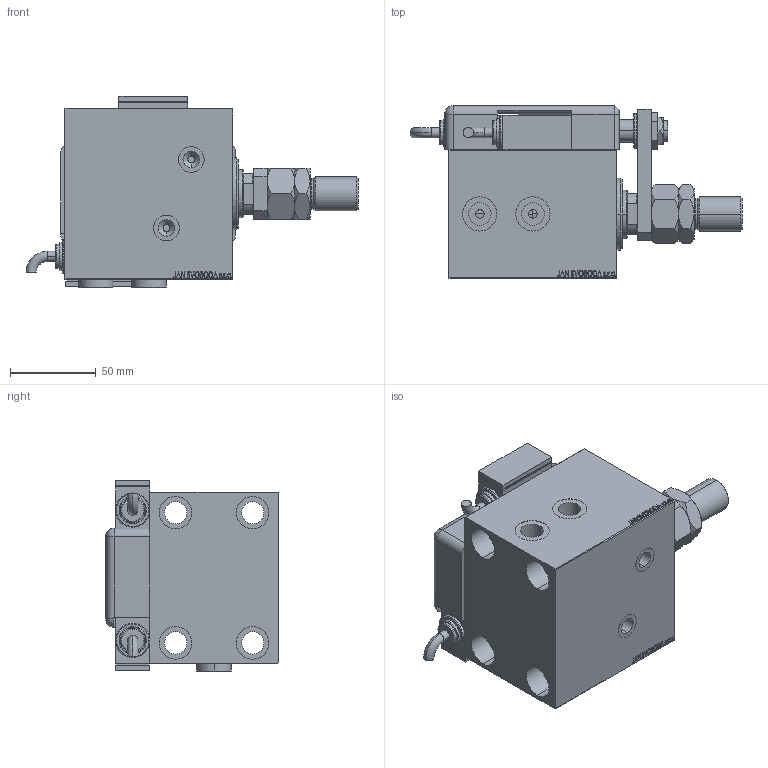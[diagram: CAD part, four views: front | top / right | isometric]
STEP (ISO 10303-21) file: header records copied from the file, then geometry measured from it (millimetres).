
FILE_DESCRIPTION (( 'STEP AP203' ), '1' );
FILE_NAME ('4ec6.STEP', '2022-04-17T15:37:47', ( '' ), ( '' ), 'SwSTEP 2.0', 'SolidWorks 2019', '' );
FILE_SCHEMA (( 'CONFIG_CONTROL_DESIGN' ));
Length unit declared in the file: millimetre
Products named in the file (15): MAGNETIC SWITCH Q c2388610df3d8e409e0e5d13501755cf; SWITCH_Q_FRONT_BACK c2388610df3d8e409e0e5d13501755cf; V450CP_C c2388610df3d8e409e0e5d13501755cf; NUT_D19 c2388610df3d8e409e0e5d13501755cf; ZARAZKA_Q c2388610df3d8e409e0e5d13501755cf; PLUG c2388610df3d8e409e0e5d13501755cf; KRYT c2388610df3d8e409e0e5d13501755cf; TYC c2388610df3d8e409e0e5d13501755cf; V450CP_B_VCP c2388610df3d8e409e0e5d13501755cf; SWITCH Q c2388610df3d8e409e0e5d13501755cf; 4ec6; Q_T_W_MTA c2388610df3d8e409e0e5d13501755cf; NUT_D13 c2388610df3d8e409e0e5d13501755cf; V450CP_VC_B c2388610df3d8e409e0e5d13501755cf; SWITCH DIM A_G c2388610df3d8e409e0e5d13501755cf
Assembly tree (16 placements, depth 3):
  4ec6
    V450CP_C c2388610df3d8e409e0e5d13501755cf
    MAGNETIC SWITCH Q c2388610df3d8e409e0e5d13501755cf
      SWITCH_Q_FRONT_BACK c2388610df3d8e409e0e5d13501755cf
      TYC c2388610df3d8e409e0e5d13501755cf
      ZARAZKA_Q c2388610df3d8e409e0e5d13501755cf
      SWITCH DIM A_G c2388610df3d8e409e0e5d13501755cf
      NUT_D19 c2388610df3d8e409e0e5d13501755cf
      NUT_D13 c2388610df3d8e409e0e5d13501755cf
      KRYT c2388610df3d8e409e0e5d13501755cf
      SWITCH Q c2388610df3d8e409e0e5d13501755cf  x2
    Q_T_W_MTA c2388610df3d8e409e0e5d13501755cf
    V450CP_B_VCP c2388610df3d8e409e0e5d13501755cf
    V450CP_VC_B c2388610df3d8e409e0e5d13501755cf
    PLUG c2388610df3d8e409e0e5d13501755cf  x2
Bounding box: 193.76 x 100.8 x 111.9 mm (x, y, z)
Volume: 824772.6 mm3; surface area: 177856.6 mm2
Topology: 16 solids, 16 shells, 1376 faces, 3438 edges, 2249 vertices
Faces by surface type: plane 670, bspline 471, cylinder 151, cone 54, torus 28, sphere 2
Entity records: 63349 total; most frequent: CARTESIAN_POINT 33175, ORIENTED_EDGE 6600, DIRECTION 4370, EDGE_CURVE 3300, VERTEX_POINT 2165, LINE 1914, VECTOR 1914, EDGE_LOOP 1503
